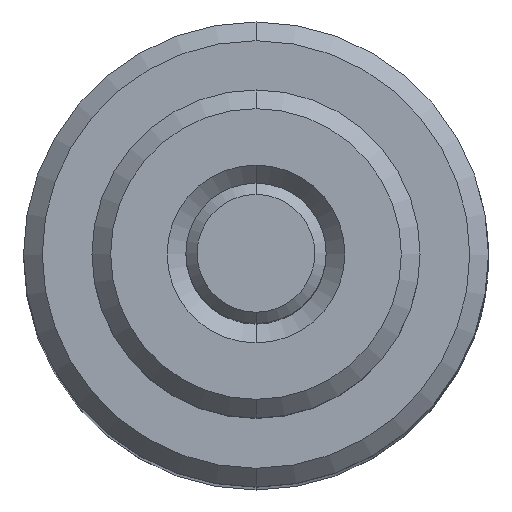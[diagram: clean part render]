
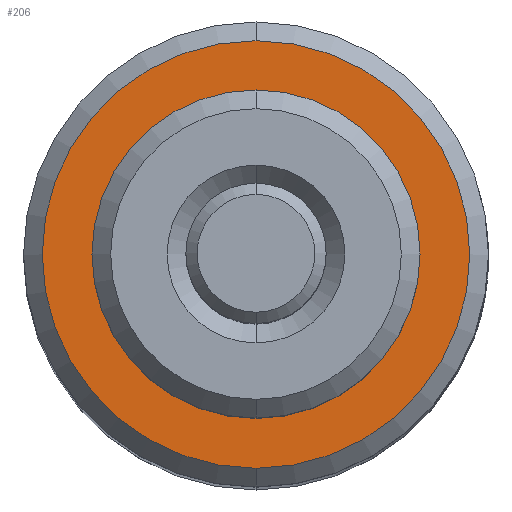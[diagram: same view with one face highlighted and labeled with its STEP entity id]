
A CAD part, top view. The second image highlights one B-rep face of the part: STEP entity #206.
In plain terms, the highlighted planar face has unit normal (0, 0, 1).
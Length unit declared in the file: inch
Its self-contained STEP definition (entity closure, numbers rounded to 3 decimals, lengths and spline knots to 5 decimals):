
#2 = CARTESIAN_POINT ( 'NONE',  ( 0., 0.21875, -0.38 ) ) ;
#31 = EDGE_LOOP ( 'NONE', ( #132, #760 ) ) ;
#83 = CARTESIAN_POINT ( 'NONE',  ( 0., -0.197, -0.38 ) ) ;
#132 = ORIENTED_EDGE ( 'NONE', *, *, #1930, .F. ) ;
#177 = CARTESIAN_POINT ( 'NONE',  ( 0., 0., -0.38 ) ) ;
#195 = DIRECTION ( 'NONE',  ( 0., -1., 0. ) ) ;
#197 = FACE_OUTER_BOUND ( 'NONE', #2760, .T. ) ;
#206 = ADVANCED_FACE ( 'NONE', ( #197, #2053 ), #897, .T. ) ;
#232 = DIRECTION ( 'NONE',  ( 0., 0., 1. ) ) ;
#240 = DIRECTION ( 'NONE',  ( 0., 0., 1. ) ) ;
#286 = CIRCLE ( 'NONE', #1979, 0.285 ) ;
#302 = CARTESIAN_POINT ( 'NONE',  ( 0., 0., -0.38 ) ) ;
#405 = DIRECTION ( 'NONE',  ( 0., -1., 0. ) ) ;
#520 = DIRECTION ( 'NONE',  ( 0., -1., 0. ) ) ;
#760 = ORIENTED_EDGE ( 'NONE', *, *, #2084, .F. ) ;
#897 = PLANE ( 'NONE',  #2236 ) ;
#916 = VERTEX_POINT ( 'NONE', #2299 ) ;
#1103 = CIRCLE ( 'NONE', #1647, 0.197 ) ;
#1228 = EDGE_CURVE ( 'NONE', #916, #2773, #1367, .T. ) ;
#1293 = CARTESIAN_POINT ( 'NONE',  ( 0., 0.197, -0.38 ) ) ;
#1303 = ORIENTED_EDGE ( 'NONE', *, *, #1228, .T. ) ;
#1367 = CIRCLE ( 'NONE', #2636, 0.285 ) ;
#1476 = EDGE_CURVE ( 'NONE', #2773, #916, #286, .T. ) ;
#1536 = DIRECTION ( 'NONE',  ( 0., 0., 1. ) ) ;
#1579 = CARTESIAN_POINT ( 'NONE',  ( 0., 0., -0.38 ) ) ;
#1647 = AXIS2_PLACEMENT_3D ( 'NONE', #302, #1865, #520 ) ;
#1731 = DIRECTION ( 'NONE',  ( 0., 0., 1. ) ) ;
#1795 = DIRECTION ( 'NONE',  ( 0., -1., 0. ) ) ;
#1799 = DIRECTION ( 'NONE',  ( 0., -1., 0. ) ) ;
#1865 = DIRECTION ( 'NONE',  ( 0., 0., 1. ) ) ;
#1914 = VERTEX_POINT ( 'NONE', #1293 ) ;
#1930 = EDGE_CURVE ( 'NONE', #2163, #1914, #2645, .T. ) ;
#1941 = CARTESIAN_POINT ( 'NONE',  ( 0., -0.285, -0.38 ) ) ;
#1979 = AXIS2_PLACEMENT_3D ( 'NONE', #177, #1731, #405 ) ;
#1994 = AXIS2_PLACEMENT_3D ( 'NONE', #2877, #1536, #195 ) ;
#2053 = FACE_BOUND ( 'NONE', #31, .T. ) ;
#2084 = EDGE_CURVE ( 'NONE', #1914, #2163, #1103, .T. ) ;
#2163 = VERTEX_POINT ( 'NONE', #83 ) ;
#2236 = AXIS2_PLACEMENT_3D ( 'NONE', #2, #232, #1795 ) ;
#2299 = CARTESIAN_POINT ( 'NONE',  ( 0., 0.285, -0.38 ) ) ;
#2519 = ORIENTED_EDGE ( 'NONE', *, *, #1476, .T. ) ;
#2636 = AXIS2_PLACEMENT_3D ( 'NONE', #1579, #240, #1799 ) ;
#2645 = CIRCLE ( 'NONE', #1994, 0.197 ) ;
#2760 = EDGE_LOOP ( 'NONE', ( #1303, #2519 ) ) ;
#2773 = VERTEX_POINT ( 'NONE', #1941 ) ;
#2877 = CARTESIAN_POINT ( 'NONE',  ( 0., 0., -0.38 ) ) ;
